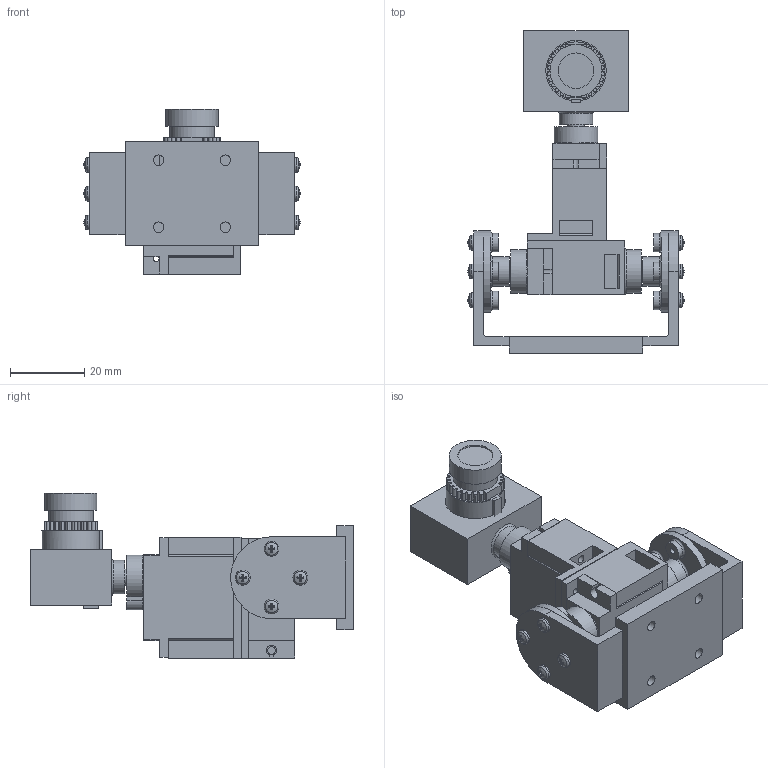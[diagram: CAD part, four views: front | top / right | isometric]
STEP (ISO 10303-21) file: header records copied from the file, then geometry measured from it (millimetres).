
FILE_DESCRIPTION(/* description */ (''),/* implementation_level */ '2;1');
FILE_NAME(/* name */ 'Eachine_1000 Camera and Bracket Assembly.step',/* time_stamp */ '2020-12-15T09:26:10-06:00',/* author */ (''),/* organization */ (''),/* preprocessor_version */ 'ST-DEVELOPER v18.1',/* originating_system */ 'Autodesk Translation Framework v9.7.1.1290',/* authorisation */ '');
FILE_SCHEMA (('AUTOMOTIVE_DESIGN { 1 0 10303 214 3 1 1 }'));
Length unit declared in the file: millimetre
Products named in the file (11): Eachine_1000 Camera and Bracket Assembly; Servo Horn; Servo Base Bracket; Motor Bracket - Tilt; MG90S Servo Motor; Motor Bracket - Pan; Shaft Bearing bracket; Tilt Bracket Shaft; Eachine_1000TVL Housing; Eachine_1000TVL; Screw M2 X 5
Assembly tree (18 placements, depth 2):
  Eachine_1000 Camera and Bracket Assembly
    Servo Horn
    Servo Base Bracket
    Motor Bracket - Tilt
    MG90S Servo Motor  x2
    Motor Bracket - Pan
    Shaft Bearing bracket
    Tilt Bracket Shaft
    Eachine_1000TVL Housing
    Eachine_1000TVL
    Screw M2 X 5  x8
Bounding box: 58.07 x 86.75 x 44.6 mm (x, y, z)
Volume: 45355.3 mm3; surface area: 30489.8 mm2
Topology: 26 solids, 26 shells, 1430 faces, 3951 edges, 2604 vertices
Faces by surface type: cylinder 610, plane 427, bspline 164, cone 151, torus 68, sphere 10
Full cylindrical faces by diameter (mm): 0.2 x3, 1 x1, 1.6 x2, 1.623 x12, 2 x14, 2.013 x2, 2.075 x2, 2.125 x2, 2.75 x2, 2.8 x13, 3.2 x2, 3.5 x1, 4 x8, 4.367 x3, 4.763 x1, 4.953 x1, 5 x10, 5.004 x1, 5.1 x2, 6 x1, 8 x2, 9 x1, 9.5 x1, 11.8 x1, 12 x1, 14 x1, 16.25 x1, 22 x2
Entity records: 34874 total; most frequent: CARTESIAN_POINT 8070, DIRECTION 5762, ORIENTED_EDGE 5522, EDGE_CURVE 2761, AXIS2_PLACEMENT_3D 2351, VERTEX_POINT 1821, CIRCLE 1296, EDGE_LOOP 1124
